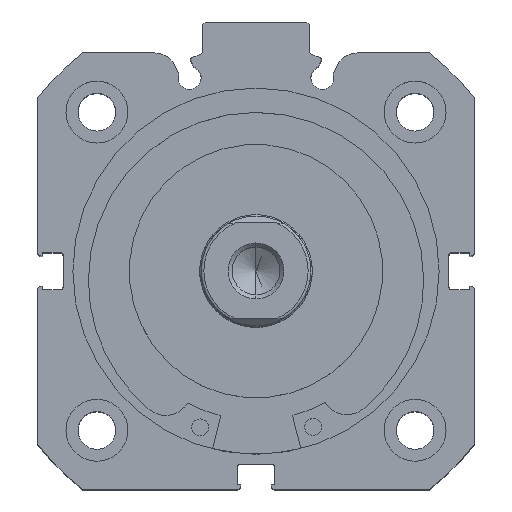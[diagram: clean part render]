
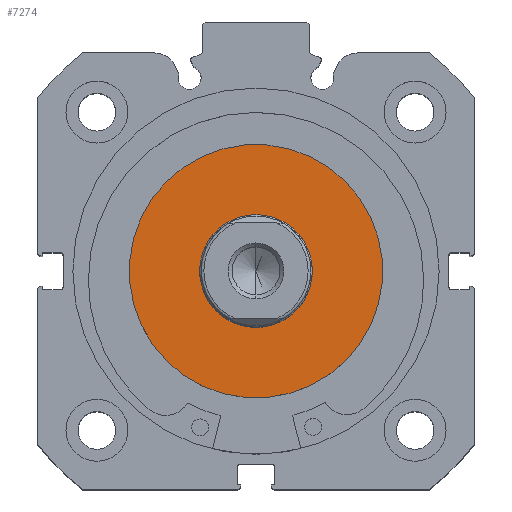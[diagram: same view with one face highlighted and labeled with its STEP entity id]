
A CAD part, top view. The second image highlights one B-rep face of the part: STEP entity #7274.
In plain terms, the highlighted face is planar.
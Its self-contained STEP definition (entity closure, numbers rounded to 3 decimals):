
#709 = CIRCLE ( 'NONE', #6796, 22.5 ) ;
#720 = CIRCLE ( 'NONE', #6800, 22.5 ) ;
#730 = CIRCLE ( 'NONE', #6805, 10. ) ;
#739 = CIRCLE ( 'NONE', #6808, 10. ) ;
#1196 = CARTESIAN_POINT ( 'NONE',  ( 0., 0., 10. ) ) ;
#1319 = CARTESIAN_POINT ( 'NONE',  ( 0., 0., -10. ) ) ;
#1335 = CARTESIAN_POINT ( 'NONE',  ( 0., 0., 22.5 ) ) ;
#1369 = CARTESIAN_POINT ( 'NONE',  ( 0., 0., -22.5 ) ) ;
#2310 = CARTESIAN_POINT ( 'NONE',  ( 0., 0., 0. ) ) ;
#2311 = DIRECTION ( 'NONE',  ( -1., 0., 0. ) ) ;
#2312 = DIRECTION ( 'NONE',  ( 0., 0., 1. ) ) ;
#2331 = CARTESIAN_POINT ( 'NONE',  ( 0., 0., 0. ) ) ;
#2332 = DIRECTION ( 'NONE',  ( -1., 0., 0. ) ) ;
#2333 = DIRECTION ( 'NONE',  ( 0., 0., 1. ) ) ;
#2348 = CARTESIAN_POINT ( 'NONE',  ( 0., 0., 0. ) ) ;
#2349 = DIRECTION ( 'NONE',  ( -1., 0., 0. ) ) ;
#2350 = DIRECTION ( 'NONE',  ( 0., 0., 1. ) ) ;
#2367 = CARTESIAN_POINT ( 'NONE',  ( 0., 0., 0. ) ) ;
#2369 = DIRECTION ( 'NONE',  ( -1., 0., 0. ) ) ;
#2370 = DIRECTION ( 'NONE',  ( 0., 0., 1. ) ) ;
#2406 = ORIENTED_EDGE ( 'NONE', *, *, #6390, .T. ) ;
#2427 = ORIENTED_EDGE ( 'NONE', *, *, #6382, .T. ) ;
#3938 = FACE_BOUND ( 'NONE', #5476, .T. ) ;
#3943 = FACE_OUTER_BOUND ( 'NONE', #5452, .T. ) ;
#4039 = AXIS2_PLACEMENT_3D ( 'NONE', #4123, #4125, #4126 ) ;
#4123 = CARTESIAN_POINT ( 'NONE',  ( 0., 22.5, 0. ) ) ;
#4124 = PLANE ( 'NONE',  #4039 ) ;
#4125 = DIRECTION ( 'NONE',  ( 1., 0., 0. ) ) ;
#4126 = DIRECTION ( 'NONE',  ( 0., 0., -1. ) ) ;
#4307 = ORIENTED_EDGE ( 'NONE', *, *, #6404, .F. ) ;
#4309 = ORIENTED_EDGE ( 'NONE', *, *, #6397, .F. ) ;
#4985 = VERTEX_POINT ( 'NONE', #1196 ) ;
#5108 = VERTEX_POINT ( 'NONE', #1319 ) ;
#5124 = VERTEX_POINT ( 'NONE', #1335 ) ;
#5158 = VERTEX_POINT ( 'NONE', #1369 ) ;
#5452 = EDGE_LOOP ( 'NONE', ( #2427, #2406 ) ) ;
#5476 = EDGE_LOOP ( 'NONE', ( #4307, #4309 ) ) ;
#6382 = EDGE_CURVE ( 'NONE', #5124, #5158, #709, .T. ) ;
#6390 = EDGE_CURVE ( 'NONE', #5158, #5124, #720, .T. ) ;
#6397 = EDGE_CURVE ( 'NONE', #5108, #4985, #730, .T. ) ;
#6404 = EDGE_CURVE ( 'NONE', #4985, #5108, #739, .T. ) ;
#6796 = AXIS2_PLACEMENT_3D ( 'NONE', #2310, #2311, #2312 ) ;
#6800 = AXIS2_PLACEMENT_3D ( 'NONE', #2331, #2332, #2333 ) ;
#6805 = AXIS2_PLACEMENT_3D ( 'NONE', #2348, #2349, #2350 ) ;
#6808 = AXIS2_PLACEMENT_3D ( 'NONE', #2367, #2369, #2370 ) ;
#7274 = ADVANCED_FACE ( 'NONE', ( #3938, #3943 ), #4124, .F. ) ;
